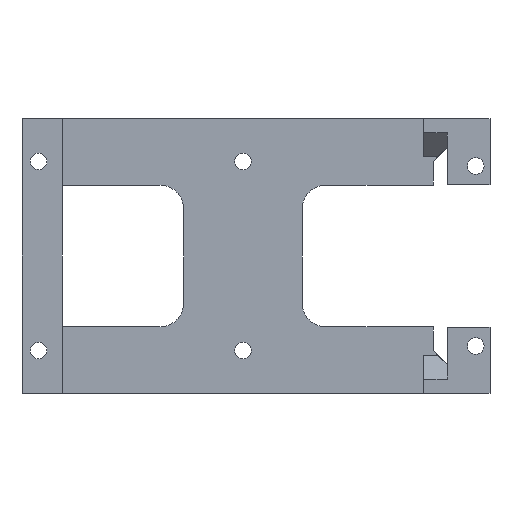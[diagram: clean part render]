
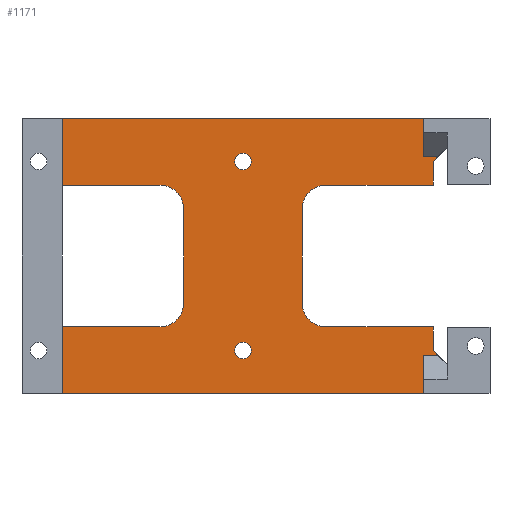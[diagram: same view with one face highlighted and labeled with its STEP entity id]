
A CAD part, front view. The second image highlights one B-rep face of the part: STEP entity #1171.
In plain terms, the highlighted planar face has unit normal (0, -1, 0).
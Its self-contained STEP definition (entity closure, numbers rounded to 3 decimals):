
#31=FACE_BOUND('',#162,.T.);
#32=FACE_BOUND('',#163,.T.);
#42=CIRCLE('',#1250,5.);
#43=CIRCLE('',#1253,5.);
#45=CIRCLE('',#1257,1.75);
#50=CIRCLE('',#1266,5.);
#51=CIRCLE('',#1267,5.);
#52=CIRCLE('',#1268,1.75);
#97=FACE_OUTER_BOUND('',#161,.T.);
#161=EDGE_LOOP('',(#965,#966,#967,#968,#969,#970,#971,#972,#973,#974,#975,
#976,#977,#978,#979,#980,#981,#982,#983,#984,#985,#986,#987,#988,#989,#990));
#162=EDGE_LOOP('',(#991));
#163=EDGE_LOOP('',(#992));
#224=LINE('',#1684,#370);
#238=LINE('',#1713,#384);
#242=LINE('',#1721,#388);
#248=LINE('',#1736,#394);
#255=LINE('',#1749,#401);
#257=LINE('',#1753,#403);
#268=LINE('',#1774,#414);
#269=LINE('',#1776,#415);
#272=LINE('',#1782,#418);
#273=LINE('',#1785,#419);
#276=LINE('',#1791,#422);
#280=LINE('',#1803,#426);
#283=LINE('',#1812,#429);
#299=LINE('',#1851,#445);
#301=LINE('',#1856,#447);
#303=LINE('',#1860,#449);
#304=LINE('',#1861,#450);
#305=LINE('',#1863,#451);
#306=LINE('',#1865,#452);
#307=LINE('',#1869,#453);
#308=LINE('',#1872,#454);
#309=LINE('',#1873,#455);
#370=VECTOR('',#1361,10.);
#384=VECTOR('',#1383,10.);
#388=VECTOR('',#1389,10.);
#394=VECTOR('',#1401,10.);
#401=VECTOR('',#1412,10.);
#403=VECTOR('',#1416,10.);
#414=VECTOR('',#1439,10.);
#415=VECTOR('',#1442,10.);
#418=VECTOR('',#1447,10.);
#419=VECTOR('',#1450,10.);
#422=VECTOR('',#1455,10.);
#426=VECTOR('',#1467,10.);
#429=VECTOR('',#1478,10.);
#445=VECTOR('',#1510,10.);
#447=VECTOR('',#1514,10.);
#449=VECTOR('',#1518,10.);
#450=VECTOR('',#1519,10.);
#451=VECTOR('',#1520,10.);
#452=VECTOR('',#1521,10.);
#453=VECTOR('',#1524,10.);
#454=VECTOR('',#1527,10.);
#455=VECTOR('',#1528,10.);
#510=VERTEX_POINT('',#1681);
#511=VERTEX_POINT('',#1683);
#521=VERTEX_POINT('',#1710);
#522=VERTEX_POINT('',#1712);
#524=VERTEX_POINT('',#1718);
#525=VERTEX_POINT('',#1720);
#530=VERTEX_POINT('',#1733);
#531=VERTEX_POINT('',#1735);
#534=VERTEX_POINT('',#1746);
#535=VERTEX_POINT('',#1748);
#536=VERTEX_POINT('',#1752);
#542=VERTEX_POINT('',#1780);
#543=VERTEX_POINT('',#1784);
#545=VERTEX_POINT('',#1790);
#548=VERTEX_POINT('',#1798);
#549=VERTEX_POINT('',#1802);
#551=VERTEX_POINT('',#1811);
#556=VERTEX_POINT('',#1823);
#565=VERTEX_POINT('',#1847);
#566=VERTEX_POINT('',#1849);
#568=VERTEX_POINT('',#1854);
#569=VERTEX_POINT('',#1859);
#570=VERTEX_POINT('',#1862);
#571=VERTEX_POINT('',#1864);
#572=VERTEX_POINT('',#1866);
#573=VERTEX_POINT('',#1868);
#574=VERTEX_POINT('',#1870);
#575=VERTEX_POINT('',#1874);
#627=EDGE_CURVE('',#510,#511,#224,.T.);
#641=EDGE_CURVE('',#521,#522,#238,.T.);
#645=EDGE_CURVE('',#525,#524,#242,.T.);
#652=EDGE_CURVE('',#530,#531,#248,.T.);
#659=EDGE_CURVE('',#535,#534,#255,.F.);
#661=EDGE_CURVE('',#536,#535,#257,.T.);
#672=EDGE_CURVE('',#534,#525,#268,.F.);
#673=EDGE_CURVE('',#531,#521,#269,.T.);
#676=EDGE_CURVE('',#530,#542,#272,.T.);
#677=EDGE_CURVE('',#542,#543,#273,.T.);
#680=EDGE_CURVE('',#545,#536,#276,.T.);
#684=EDGE_CURVE('',#548,#545,#42,.T.);
#686=EDGE_CURVE('',#548,#549,#280,.T.);
#689=EDGE_CURVE('',#543,#549,#43,.T.);
#691=EDGE_CURVE('',#522,#551,#283,.T.);
#697=EDGE_CURVE('',#556,#556,#45,.T.);
#712=EDGE_CURVE('',#566,#565,#299,.T.);
#714=EDGE_CURVE('',#568,#510,#301,.T.);
#716=EDGE_CURVE('',#569,#524,#303,.T.);
#717=EDGE_CURVE('',#565,#569,#304,.T.);
#718=EDGE_CURVE('',#570,#566,#305,.T.);
#719=EDGE_CURVE('',#571,#570,#306,.T.);
#720=EDGE_CURVE('',#572,#571,#50,.T.);
#721=EDGE_CURVE('',#572,#573,#307,.T.);
#722=EDGE_CURVE('',#574,#573,#51,.T.);
#723=EDGE_CURVE('',#511,#574,#308,.T.);
#724=EDGE_CURVE('',#568,#551,#309,.T.);
#725=EDGE_CURVE('',#575,#575,#52,.T.);
#965=ORIENTED_EDGE('',*,*,#716,.F.);
#966=ORIENTED_EDGE('',*,*,#717,.F.);
#967=ORIENTED_EDGE('',*,*,#712,.F.);
#968=ORIENTED_EDGE('',*,*,#718,.F.);
#969=ORIENTED_EDGE('',*,*,#719,.F.);
#970=ORIENTED_EDGE('',*,*,#720,.F.);
#971=ORIENTED_EDGE('',*,*,#721,.T.);
#972=ORIENTED_EDGE('',*,*,#722,.F.);
#973=ORIENTED_EDGE('',*,*,#723,.F.);
#974=ORIENTED_EDGE('',*,*,#627,.F.);
#975=ORIENTED_EDGE('',*,*,#714,.F.);
#976=ORIENTED_EDGE('',*,*,#724,.T.);
#977=ORIENTED_EDGE('',*,*,#691,.F.);
#978=ORIENTED_EDGE('',*,*,#641,.F.);
#979=ORIENTED_EDGE('',*,*,#673,.F.);
#980=ORIENTED_EDGE('',*,*,#652,.F.);
#981=ORIENTED_EDGE('',*,*,#676,.T.);
#982=ORIENTED_EDGE('',*,*,#677,.T.);
#983=ORIENTED_EDGE('',*,*,#689,.T.);
#984=ORIENTED_EDGE('',*,*,#686,.F.);
#985=ORIENTED_EDGE('',*,*,#684,.T.);
#986=ORIENTED_EDGE('',*,*,#680,.T.);
#987=ORIENTED_EDGE('',*,*,#661,.T.);
#988=ORIENTED_EDGE('',*,*,#659,.T.);
#989=ORIENTED_EDGE('',*,*,#672,.T.);
#990=ORIENTED_EDGE('',*,*,#645,.T.);
#991=ORIENTED_EDGE('',*,*,#697,.F.);
#992=ORIENTED_EDGE('',*,*,#725,.F.);
#1118=PLANE('',#1265);
#1171=ADVANCED_FACE('',(#97,#31,#32),#1118,.F.);
#1250=AXIS2_PLACEMENT_3D('',#1799,#1462,#1463);
#1253=AXIS2_PLACEMENT_3D('',#1808,#1472,#1473);
#1257=AXIS2_PLACEMENT_3D('',#1824,#1486,#1487);
#1265=AXIS2_PLACEMENT_3D('',#1858,#1516,#1517);
#1266=AXIS2_PLACEMENT_3D('',#1867,#1522,#1523);
#1267=AXIS2_PLACEMENT_3D('',#1871,#1525,#1526);
#1268=AXIS2_PLACEMENT_3D('',#1875,#1529,#1530);
#1361=DIRECTION('',(0.,0.,1.));
#1383=DIRECTION('',(0.,0.,-1.));
#1389=DIRECTION('',(0.,0.,1.));
#1401=DIRECTION('',(0.707,0.,-0.707));
#1412=DIRECTION('',(-0.707,0.,-0.707));
#1416=DIRECTION('',(0.,0.,1.));
#1439=DIRECTION('',(1.,0.,0.));
#1442=DIRECTION('',(-1.,0.,0.));
#1447=DIRECTION('',(0.,0.,1.));
#1450=DIRECTION('',(-1.,0.,0.));
#1455=DIRECTION('',(1.,0.,0.));
#1462=DIRECTION('center_axis',(0.,1.,0.));
#1463=DIRECTION('ref_axis',(-0.707,0.,0.707));
#1467=DIRECTION('',(0.,0.,-1.));
#1472=DIRECTION('center_axis',(0.,1.,0.));
#1473=DIRECTION('ref_axis',(-0.707,0.,-0.707));
#1478=DIRECTION('',(-1.,0.,0.));
#1486=DIRECTION('center_axis',(0.,-1.,0.));
#1487=DIRECTION('ref_axis',(1.,0.,0.));
#1510=DIRECTION('',(1.,0.,0.));
#1514=DIRECTION('',(-1.,0.,0.));
#1516=DIRECTION('center_axis',(0.,1.,0.));
#1517=DIRECTION('ref_axis',(0.,0.,1.));
#1518=DIRECTION('',(1.,0.,0.));
#1519=DIRECTION('',(0.,0.,1.));
#1520=DIRECTION('',(0.,0.,1.));
#1521=DIRECTION('',(-1.,0.,0.));
#1522=DIRECTION('center_axis',(0.,-1.,0.));
#1523=DIRECTION('ref_axis',(0.707,0.,0.707));
#1524=DIRECTION('',(0.,0.,-1.));
#1525=DIRECTION('center_axis',(0.,-1.,0.));
#1526=DIRECTION('ref_axis',(0.707,0.,-0.707));
#1527=DIRECTION('',(1.,0.,0.));
#1528=DIRECTION('',(0.,0.,-1.));
#1529=DIRECTION('center_axis',(0.,-1.,0.));
#1530=DIRECTION('ref_axis',(1.,0.,0.));
#1681=CARTESIAN_POINT('',(-40.1,0.,-20.95));
#1683=CARTESIAN_POINT('',(-40.1,0.,-14.95));
#1684=CARTESIAN_POINT('',(-40.1,0.,-19.95));
#1710=CARTESIAN_POINT('',(38.1,0.,-20.95));
#1712=CARTESIAN_POINT('',(38.1,0.,-28.95));
#1713=CARTESIAN_POINT('',(38.1,0.,-24.95));
#1718=CARTESIAN_POINT('',(38.1,0.,28.95));
#1720=CARTESIAN_POINT('',(38.1,0.,20.95));
#1721=CARTESIAN_POINT('',(38.1,0.,-19.95));
#1733=CARTESIAN_POINT('',(40.1,0.,-19.95));
#1735=CARTESIAN_POINT('',(41.1,0.,-20.95));
#1736=CARTESIAN_POINT('',(23.475,0.,-3.325));
#1746=CARTESIAN_POINT('',(41.1,0.,20.95));
#1748=CARTESIAN_POINT('',(40.1,0.,19.95));
#1749=CARTESIAN_POINT('',(33.45,0.,13.3));
#1752=CARTESIAN_POINT('',(40.1,0.,14.95));
#1753=CARTESIAN_POINT('',(40.1,0.,20.45));
#1774=CARTESIAN_POINT('',(12.713,0.,20.95));
#1776=CARTESIAN_POINT('',(12.712,0.,-20.95));
#1780=CARTESIAN_POINT('',(40.1,0.,-14.95));
#1782=CARTESIAN_POINT('',(40.1,0.,-19.95));
#1784=CARTESIAN_POINT('',(17.5,0.,-14.95));
#1785=CARTESIAN_POINT('',(38.1,0.,-14.95));
#1790=CARTESIAN_POINT('',(17.5,0.,14.95));
#1791=CARTESIAN_POINT('',(-53.1,0.,14.95));
#1798=CARTESIAN_POINT('',(12.5,0.,9.95));
#1799=CARTESIAN_POINT('Origin',(17.5,0.,9.95));
#1802=CARTESIAN_POINT('',(12.5,0.,-9.95));
#1803=CARTESIAN_POINT('',(12.5,0.,7.475));
#1808=CARTESIAN_POINT('Origin',(17.5,0.,-9.95));
#1811=CARTESIAN_POINT('',(-38.1,0.,-28.95));
#1812=CARTESIAN_POINT('',(38.1,0.,-28.95));
#1823=CARTESIAN_POINT('',(-1.75,0.,19.95));
#1824=CARTESIAN_POINT('Origin',(0.,0.,19.95));
#1847=CARTESIAN_POINT('',(-38.1,0.,20.95));
#1849=CARTESIAN_POINT('',(-40.1,0.,20.95));
#1851=CARTESIAN_POINT('',(-17.925,0.,20.95));
#1854=CARTESIAN_POINT('',(-38.1,0.,-20.95));
#1856=CARTESIAN_POINT('',(-17.925,0.,-20.95));
#1858=CARTESIAN_POINT('Origin',(7.5,0.,19.95));
#1859=CARTESIAN_POINT('',(-38.1,0.,28.95));
#1860=CARTESIAN_POINT('',(-38.1,0.,28.95));
#1861=CARTESIAN_POINT('',(-38.1,0.,-19.95));
#1862=CARTESIAN_POINT('',(-40.1,0.,14.95));
#1863=CARTESIAN_POINT('',(-40.1,0.,20.45));
#1864=CARTESIAN_POINT('',(-17.5,0.,14.95));
#1865=CARTESIAN_POINT('',(53.1,0.,14.95));
#1866=CARTESIAN_POINT('',(-12.5,0.,9.95));
#1867=CARTESIAN_POINT('Origin',(-17.5,0.,9.95));
#1868=CARTESIAN_POINT('',(-12.5,0.,-9.95));
#1869=CARTESIAN_POINT('',(-12.5,0.,7.475));
#1870=CARTESIAN_POINT('',(-17.5,0.,-14.95));
#1871=CARTESIAN_POINT('Origin',(-17.5,0.,-9.95));
#1872=CARTESIAN_POINT('',(-38.1,0.,-14.95));
#1873=CARTESIAN_POINT('',(-38.1,0.,-24.95));
#1874=CARTESIAN_POINT('',(-1.75,0.,-19.95));
#1875=CARTESIAN_POINT('Origin',(0.,0.,-19.95));
